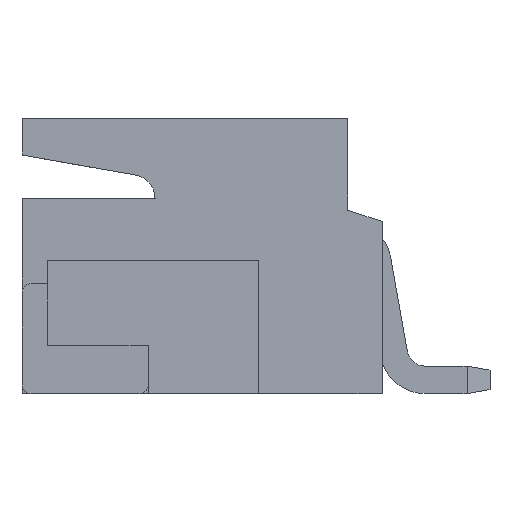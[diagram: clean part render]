
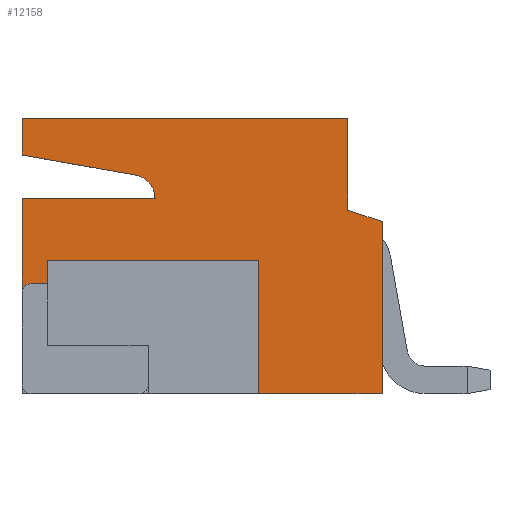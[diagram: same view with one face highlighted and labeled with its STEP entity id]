
A CAD part, left-side view. The second image highlights one B-rep face of the part: STEP entity #12158.
In plain terms, the highlighted planar face has unit normal (-1, 0, 0).
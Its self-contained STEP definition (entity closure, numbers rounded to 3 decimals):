
#70 = CARTESIAN_POINT ( 'NONE',  ( -8.8, -3.15, 1.05 ) ) ;
#83 = VERTEX_POINT ( 'NONE', #606 ) ;
#113 = DIRECTION ( 'NONE',  ( 0., 0., -1. ) ) ;
#176 = LINE ( 'NONE', #5214, #7553 ) ;
#284 = CARTESIAN_POINT ( 'NONE',  ( -8.8, 1.5, 6. ) ) ;
#301 = ORIENTED_EDGE ( 'NONE', *, *, #2219, .T. ) ;
#385 = EDGE_CURVE ( 'NONE', #2445, #6545, #2257, .T. ) ;
#563 = VERTEX_POINT ( 'NONE', #7089 ) ;
#606 = CARTESIAN_POINT ( 'NONE',  ( -8.8, 1.5, 6. ) ) ;
#650 = VECTOR ( 'NONE', #9366, 1000. ) ;
#718 = CIRCLE ( 'NONE', #2857, 0.523 ) ;
#809 = DIRECTION ( 'NONE',  ( 0., -0.949, -0.316 ) ) ;
#832 = VERTEX_POINT ( 'NONE', #5389 ) ;
#834 = LINE ( 'NONE', #9429, #5864 ) ;
#856 = VERTEX_POINT ( 'NONE', #6436 ) ;
#898 = ORIENTED_EDGE ( 'NONE', *, *, #11786, .F. ) ;
#1002 = ORIENTED_EDGE ( 'NONE', *, *, #3283, .F. ) ;
#1057 = DIRECTION ( 'NONE',  ( 0., -0.985, -0.174 ) ) ;
#1121 = VECTOR ( 'NONE', #1263, 1000. ) ;
#1161 = VERTEX_POINT ( 'NONE', #9278 ) ;
#1263 = DIRECTION ( 'NONE',  ( 0., 0., 1. ) ) ;
#1271 = DIRECTION ( 'NONE',  ( 0., -1., 0. ) ) ;
#1679 = CARTESIAN_POINT ( 'NONE',  ( -8.8, -6.35, 3.75 ) ) ;
#1684 = CARTESIAN_POINT ( 'NONE',  ( -8.8, -5.6, 6. ) ) ;
#1718 = VECTOR ( 'NONE', #12575, 1000. ) ;
#1748 = DIRECTION ( 'NONE',  ( 0., 1., 0. ) ) ;
#2066 = CARTESIAN_POINT ( 'NONE',  ( -8.8, 0., 0. ) ) ;
#2171 = LINE ( 'NONE', #7040, #4826 ) ;
#2219 = EDGE_CURVE ( 'NONE', #5405, #3843, #834, .T. ) ;
#2257 = LINE ( 'NONE', #12100, #12603 ) ;
#2329 = EDGE_CURVE ( 'NONE', #8786, #9906, #5602, .T. ) ;
#2445 = VERTEX_POINT ( 'NONE', #12045 ) ;
#2489 = ORIENTED_EDGE ( 'NONE', *, *, #3645, .F. ) ;
#2566 = VERTEX_POINT ( 'NONE', #8128 ) ;
#2790 = LINE ( 'NONE', #7360, #5161 ) ;
#2857 = AXIS2_PLACEMENT_3D ( 'NONE', #10552, #4574, #11579 ) ;
#3209 = ORIENTED_EDGE ( 'NONE', *, *, #385, .F. ) ;
#3252 = CARTESIAN_POINT ( 'NONE',  ( -8.8, 1.5, 0. ) ) ;
#3283 = EDGE_CURVE ( 'NONE', #832, #8345, #12155, .T. ) ;
#3351 = LINE ( 'NONE', #284, #8375 ) ;
#3353 = DIRECTION ( 'NONE',  ( 0., 0., -1. ) ) ;
#3365 = DIRECTION ( 'NONE',  ( 0., 0., -1. ) ) ;
#3433 = ORIENTED_EDGE ( 'NONE', *, *, #11762, .T. ) ;
#3585 = CARTESIAN_POINT ( 'NONE',  ( -8.8, -6.35, 3.75 ) ) ;
#3633 = LINE ( 'NONE', #8364, #650 ) ;
#3645 = EDGE_CURVE ( 'NONE', #83, #8835, #3351, .T. ) ;
#3714 = LINE ( 'NONE', #7165, #11418 ) ;
#3782 = LINE ( 'NONE', #3252, #1121 ) ;
#3843 = VERTEX_POINT ( 'NONE', #8519 ) ;
#4080 = EDGE_CURVE ( 'NONE', #856, #83, #3782, .T. ) ;
#4085 = PLANE ( 'NONE',  #11247 ) ;
#4094 = DIRECTION ( 'NONE',  ( 0., 0., -1. ) ) ;
#4154 = EDGE_CURVE ( 'NONE', #1161, #10717, #7583, .T. ) ;
#4538 = VECTOR ( 'NONE', #4094, 1000. ) ;
#4574 = DIRECTION ( 'NONE',  ( 1., 0., 0. ) ) ;
#4599 = EDGE_CURVE ( 'NONE', #832, #1161, #176, .T. ) ;
#4826 = VECTOR ( 'NONE', #1057, 1000. ) ;
#4834 = EDGE_CURVE ( 'NONE', #9906, #2445, #12069, .T. ) ;
#4966 = CARTESIAN_POINT ( 'NONE',  ( -8.8, 1.5, 0.2 ) ) ;
#5150 = EDGE_CURVE ( 'NONE', #5405, #11708, #10178, .T. ) ;
#5161 = VECTOR ( 'NONE', #3353, 1000. ) ;
#5214 = CARTESIAN_POINT ( 'NONE',  ( -8.8, 0.95, 2.9 ) ) ;
#5318 = ORIENTED_EDGE ( 'NONE', *, *, #5419, .F. ) ;
#5389 = CARTESIAN_POINT ( 'NONE',  ( -8.8, 0.95, 2.4 ) ) ;
#5405 = VERTEX_POINT ( 'NONE', #8074 ) ;
#5419 = EDGE_CURVE ( 'NONE', #11708, #6768, #3714, .T. ) ;
#5602 = LINE ( 'NONE', #6832, #10910 ) ;
#5636 = CARTESIAN_POINT ( 'NONE',  ( -8.8, -5.6, 4. ) ) ;
#5756 = CARTESIAN_POINT ( 'NONE',  ( -8.8, -1.835, 0.2 ) ) ;
#5864 = VECTOR ( 'NONE', #10430, 1000. ) ;
#6072 = ORIENTED_EDGE ( 'NONE', *, *, #4599, .T. ) ;
#6107 = DIRECTION ( 'NONE',  ( 1., 0., 0. ) ) ;
#6230 = DIRECTION ( 'NONE',  ( 0., 0., 1. ) ) ;
#6436 = CARTESIAN_POINT ( 'NONE',  ( -8.8, 1.5, 5.2 ) ) ;
#6545 = VERTEX_POINT ( 'NONE', #8427 ) ;
#6768 = VERTEX_POINT ( 'NONE', #11541 ) ;
#6796 = VECTOR ( 'NONE', #3365, 1000. ) ;
#6832 = CARTESIAN_POINT ( 'NONE',  ( -8.8, -5.6, 4. ) ) ;
#7040 = CARTESIAN_POINT ( 'NONE',  ( -8.8, -0.844, 4.787 ) ) ;
#7089 = CARTESIAN_POINT ( 'NONE',  ( -8.8, -3.15, 1.05 ) ) ;
#7095 = DIRECTION ( 'NONE',  ( 0., 1., 0. ) ) ;
#7165 = CARTESIAN_POINT ( 'NONE',  ( -8.8, 1.5, 0. ) ) ;
#7360 = CARTESIAN_POINT ( 'NONE',  ( -8.8, -3.65, 0. ) ) ;
#7510 = LINE ( 'NONE', #70, #4538 ) ;
#7553 = VECTOR ( 'NONE', #6230, 1000. ) ;
#7568 = EDGE_LOOP ( 'NONE', ( #7679, #12980, #5318, #7981, #301, #8621, #898, #1002, #6072, #8124, #7913, #3209, #8547, #11205, #12190, #2489, #7824, #3433 ) ) ;
#7583 = LINE ( 'NONE', #12416, #12886 ) ;
#7679 = ORIENTED_EDGE ( 'NONE', *, *, #10381, .T. ) ;
#7819 = EDGE_CURVE ( 'NONE', #8835, #8786, #9471, .T. ) ;
#7824 = ORIENTED_EDGE ( 'NONE', *, *, #4080, .F. ) ;
#7913 = ORIENTED_EDGE ( 'NONE', *, *, #9704, .T. ) ;
#7951 = FACE_OUTER_BOUND ( 'NONE', #7568, .T. ) ;
#7981 = ORIENTED_EDGE ( 'NONE', *, *, #5150, .F. ) ;
#8074 = CARTESIAN_POINT ( 'NONE',  ( -8.8, -1.25, 0.2 ) ) ;
#8124 = ORIENTED_EDGE ( 'NONE', *, *, #4154, .T. ) ;
#8128 = CARTESIAN_POINT ( 'NONE',  ( -8.8, -1.4, 4.25 ) ) ;
#8345 = VERTEX_POINT ( 'NONE', #11894 ) ;
#8364 = CARTESIAN_POINT ( 'NONE',  ( -8.8, 0., 4.25 ) ) ;
#8375 = VECTOR ( 'NONE', #1271, 1000. ) ;
#8427 = CARTESIAN_POINT ( 'NONE',  ( -8.8, -3.65, 0. ) ) ;
#8519 = CARTESIAN_POINT ( 'NONE',  ( -8.8, -1.25, 1.05 ) ) ;
#8547 = ORIENTED_EDGE ( 'NONE', *, *, #4834, .F. ) ;
#8589 = EDGE_CURVE ( 'NONE', #2566, #6768, #3633, .T. ) ;
#8621 = ORIENTED_EDGE ( 'NONE', *, *, #11300, .F. ) ;
#8786 = VERTEX_POINT ( 'NONE', #5636 ) ;
#8835 = VERTEX_POINT ( 'NONE', #1684 ) ;
#9278 = CARTESIAN_POINT ( 'NONE',  ( -8.8, 0.95, 2.9 ) ) ;
#9366 = DIRECTION ( 'NONE',  ( 0., 1., 0. ) ) ;
#9429 = CARTESIAN_POINT ( 'NONE',  ( -8.8, -1.25, 1.05 ) ) ;
#9471 = LINE ( 'NONE', #11390, #6796 ) ;
#9489 = VECTOR ( 'NONE', #10534, 1000. ) ;
#9538 = CARTESIAN_POINT ( 'NONE',  ( -8.8, 0.95, 2.4 ) ) ;
#9704 = EDGE_CURVE ( 'NONE', #10717, #6545, #2790, .T. ) ;
#9906 = VERTEX_POINT ( 'NONE', #1679 ) ;
#10149 = DIRECTION ( 'NONE',  ( 0., 1., 0. ) ) ;
#10178 = LINE ( 'NONE', #5756, #12820 ) ;
#10381 = EDGE_CURVE ( 'NONE', #11801, #2566, #718, .T. ) ;
#10386 = DIRECTION ( 'NONE',  ( 0., -1., 0. ) ) ;
#10430 = DIRECTION ( 'NONE',  ( 0., 0., 1. ) ) ;
#10492 = LINE ( 'NONE', #11070, #12546 ) ;
#10534 = DIRECTION ( 'NONE',  ( 0., -1., 0. ) ) ;
#10552 = CARTESIAN_POINT ( 'NONE',  ( -8.8, -0.877, 4.25 ) ) ;
#10717 = VERTEX_POINT ( 'NONE', #11256 ) ;
#10910 = VECTOR ( 'NONE', #809, 1000. ) ;
#11070 = CARTESIAN_POINT ( 'NONE',  ( -8.8, 0.95, 1.05 ) ) ;
#11111 = CARTESIAN_POINT ( 'NONE',  ( -8.8, -0.968, 4.765 ) ) ;
#11205 = ORIENTED_EDGE ( 'NONE', *, *, #2329, .F. ) ;
#11247 = AXIS2_PLACEMENT_3D ( 'NONE', #2066, #6107, #113 ) ;
#11256 = CARTESIAN_POINT ( 'NONE',  ( -8.8, -3.65, 2.9 ) ) ;
#11300 = EDGE_CURVE ( 'NONE', #563, #3843, #10492, .T. ) ;
#11390 = CARTESIAN_POINT ( 'NONE',  ( -8.8, -5.6, 6. ) ) ;
#11418 = VECTOR ( 'NONE', #12141, 1000. ) ;
#11541 = CARTESIAN_POINT ( 'NONE',  ( -8.8, 1.5, 4.25 ) ) ;
#11579 = DIRECTION ( 'NONE',  ( 0., 0., -1. ) ) ;
#11708 = VERTEX_POINT ( 'NONE', #4966 ) ;
#11762 = EDGE_CURVE ( 'NONE', #856, #11801, #2171, .T. ) ;
#11786 = EDGE_CURVE ( 'NONE', #8345, #563, #7510, .T. ) ;
#11801 = VERTEX_POINT ( 'NONE', #11111 ) ;
#11894 = CARTESIAN_POINT ( 'NONE',  ( -8.8, -3.15, 2.4 ) ) ;
#12045 = CARTESIAN_POINT ( 'NONE',  ( -8.8, -6.35, 0. ) ) ;
#12069 = LINE ( 'NONE', #3585, #1718 ) ;
#12100 = CARTESIAN_POINT ( 'NONE',  ( -8.8, -6.35, 0. ) ) ;
#12141 = DIRECTION ( 'NONE',  ( 0., 0., 1. ) ) ;
#12155 = LINE ( 'NONE', #9538, #9489 ) ;
#12158 = ADVANCED_FACE ( 'NONE', ( #7951 ), #4085, .F. ) ;
#12190 = ORIENTED_EDGE ( 'NONE', *, *, #7819, .F. ) ;
#12416 = CARTESIAN_POINT ( 'NONE',  ( -8.8, -3.65, 2.9 ) ) ;
#12546 = VECTOR ( 'NONE', #7095, 1000. ) ;
#12575 = DIRECTION ( 'NONE',  ( 0., 0., -1. ) ) ;
#12603 = VECTOR ( 'NONE', #10149, 1000. ) ;
#12820 = VECTOR ( 'NONE', #1748, 1000. ) ;
#12886 = VECTOR ( 'NONE', #10386, 1000. ) ;
#12980 = ORIENTED_EDGE ( 'NONE', *, *, #8589, .T. ) ;
